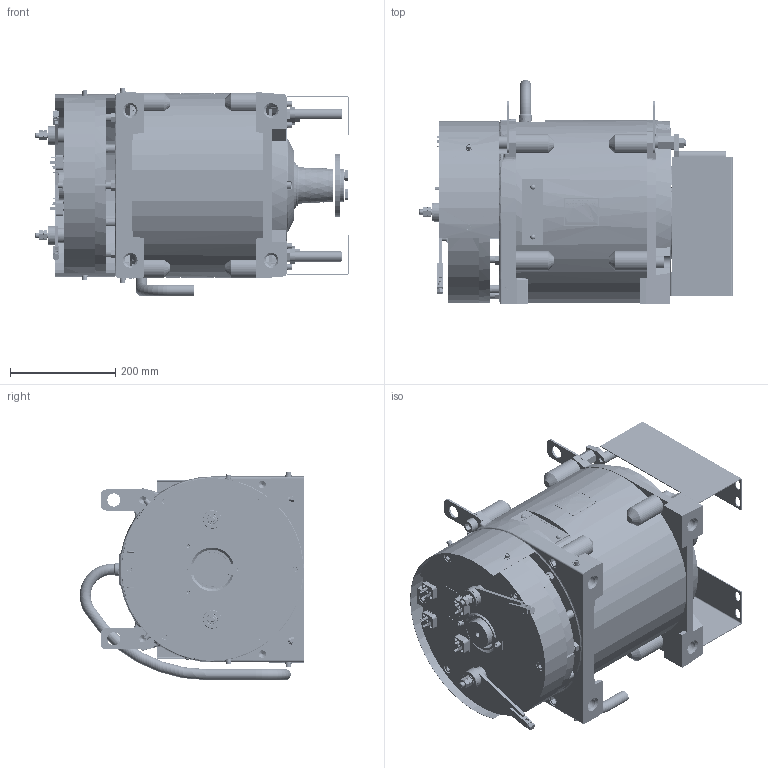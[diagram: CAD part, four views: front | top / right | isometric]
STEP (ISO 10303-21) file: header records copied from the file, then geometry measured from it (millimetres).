
FILE_DESCRIPTION (( 'STEP AP203' ), '1' );
FILE_NAME ('ns1_06.step', '2022-11-03T12:14:20', ( '' ), ( '' ), '', '', '' );
FILE_SCHEMA (( 'CONFIG_CONTROL_DESIGN' ));
Products named in the file (1): ns1_06
Bounding box: 597 x 426.93 x 395.84 mm (x, y, z)
Surface area: 2015464.8 mm2 (no closed solid volume)
Topology: 0 solids, 491 shells, 3995 faces, 32919 edges, 29299 vertices
Faces by surface type: cylinder 2067, plane 1556, bspline 152, cone 146, torus 57, sphere 17
Full cylindrical faces by diameter (mm): 2 x1666, 3 x2, 3.3 x5, 3.4 x5, 3.5 x1, 4.2 x2, 4.3 x2, 5 x4, 6 x8, 6.5 x16, 8 x4, 8.2 x2, 10 x17, 12 x16, 13 x3, 13.9 x1, 14 x6, 16 x11, 16.63 x1, 18 x6, 20 x6, 20.9 x3, 21 x4, 22 x3, 24 x6, 25 x4, 26 x3, 28 x2, 30 x4, 35 x2
Entity records: 408076 total; most frequent: CARTESIAN_POINT 196347, DIRECTION 36379, ORIENTED_EDGE 34291, EDGE_CURVE 29234, VERTEX_POINT 27564, AXIS2_PLACEMENT_3D 13093, EDGE_LOOP 11659, LINE 10193
